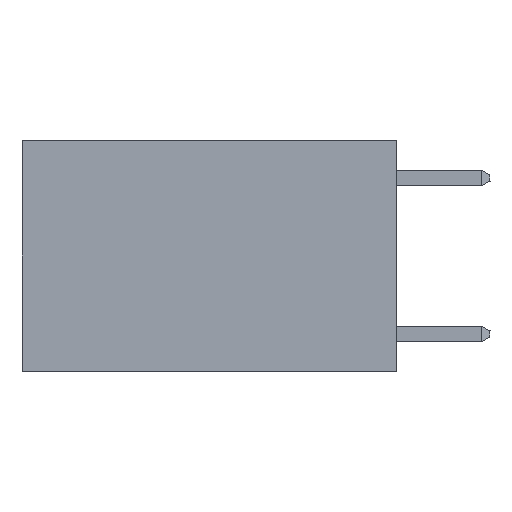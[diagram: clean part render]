
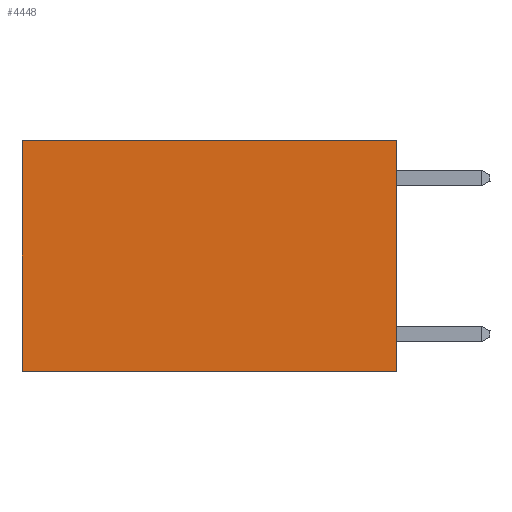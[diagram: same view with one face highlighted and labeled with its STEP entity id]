
A CAD part, left-side view. The second image highlights one B-rep face of the part: STEP entity #4448.
In plain terms, the highlighted planar face has unit normal (-1, 0, 0).
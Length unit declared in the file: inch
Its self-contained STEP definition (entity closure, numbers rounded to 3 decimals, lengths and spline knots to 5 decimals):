
#1466 = ORIENTED_EDGE ( 'NONE', *, *, #14644, .F. ) ;
#1725 = EDGE_CURVE ( 'NONE', #17904, #8457, #19406, .T. ) ;
#1801 = ORIENTED_EDGE ( 'NONE', *, *, #18182, .T. ) ;
#1858 = EDGE_LOOP ( 'NONE', ( #14423, #1466, #19050, #1801 ) ) ;
#1958 = CARTESIAN_POINT ( 'NONE',  ( 0.2625, 0., 0. ) ) ;
#3274 = CARTESIAN_POINT ( 'NONE',  ( 0.2625, 0., -0.37 ) ) ;
#3497 = DIRECTION ( 'NONE',  ( 0., 0., -1. ) ) ;
#4448 = ADVANCED_FACE ( 'NONE', ( #15065 ), #5810, .F. ) ;
#4991 = VECTOR ( 'NONE', #19500, 39.37008 ) ;
#5810 = PLANE ( 'NONE',  #5970 ) ;
#5970 = AXIS2_PLACEMENT_3D ( 'NONE', #13774, #12547, #8025 ) ;
#6481 = CARTESIAN_POINT ( 'NONE',  ( 0.2625, 0.6, -0.37 ) ) ;
#8025 = DIRECTION ( 'NONE',  ( 0., 0., -1. ) ) ;
#8207 = LINE ( 'NONE', #10340, #20303 ) ;
#8457 = VERTEX_POINT ( 'NONE', #3274 ) ;
#9915 = CARTESIAN_POINT ( 'NONE',  ( 0.2625, 0.6, 0. ) ) ;
#10340 = CARTESIAN_POINT ( 'NONE',  ( 0.2625, 0., -0.37 ) ) ;
#10532 = DIRECTION ( 'NONE',  ( 0., 1., 0. ) ) ;
#10900 = VECTOR ( 'NONE', #3497, 39.37008 ) ;
#10910 = VERTEX_POINT ( 'NONE', #17654 ) ;
#11640 = LINE ( 'NONE', #9915, #10900 ) ;
#12547 = DIRECTION ( 'NONE',  ( 1., 0., 0. ) ) ;
#13774 = CARTESIAN_POINT ( 'NONE',  ( 0.2625, 0., 0. ) ) ;
#14423 = ORIENTED_EDGE ( 'NONE', *, *, #15050, .T. ) ;
#14644 = EDGE_CURVE ( 'NONE', #8457, #17292, #8207, .T. ) ;
#14828 = CARTESIAN_POINT ( 'NONE',  ( 0.2625, 0., 0. ) ) ;
#15050 = EDGE_CURVE ( 'NONE', #10910, #17292, #11640, .T. ) ;
#15065 = FACE_OUTER_BOUND ( 'NONE', #1858, .T. ) ;
#17292 = VERTEX_POINT ( 'NONE', #6481 ) ;
#17654 = CARTESIAN_POINT ( 'NONE',  ( 0.2625, 0.6, 0. ) ) ;
#17904 = VERTEX_POINT ( 'NONE', #18699 ) ;
#18082 = LINE ( 'NONE', #1958, #4991 ) ;
#18182 = EDGE_CURVE ( 'NONE', #17904, #10910, #18082, .T. ) ;
#18234 = DIRECTION ( 'NONE',  ( 0., 0., -1. ) ) ;
#18699 = CARTESIAN_POINT ( 'NONE',  ( 0.2625, 0., 0. ) ) ;
#19050 = ORIENTED_EDGE ( 'NONE', *, *, #1725, .F. ) ;
#19406 = LINE ( 'NONE', #14828, #20414 ) ;
#19500 = DIRECTION ( 'NONE',  ( 0., 1., 0. ) ) ;
#20303 = VECTOR ( 'NONE', #10532, 39.37008 ) ;
#20414 = VECTOR ( 'NONE', #18234, 39.37008 ) ;
